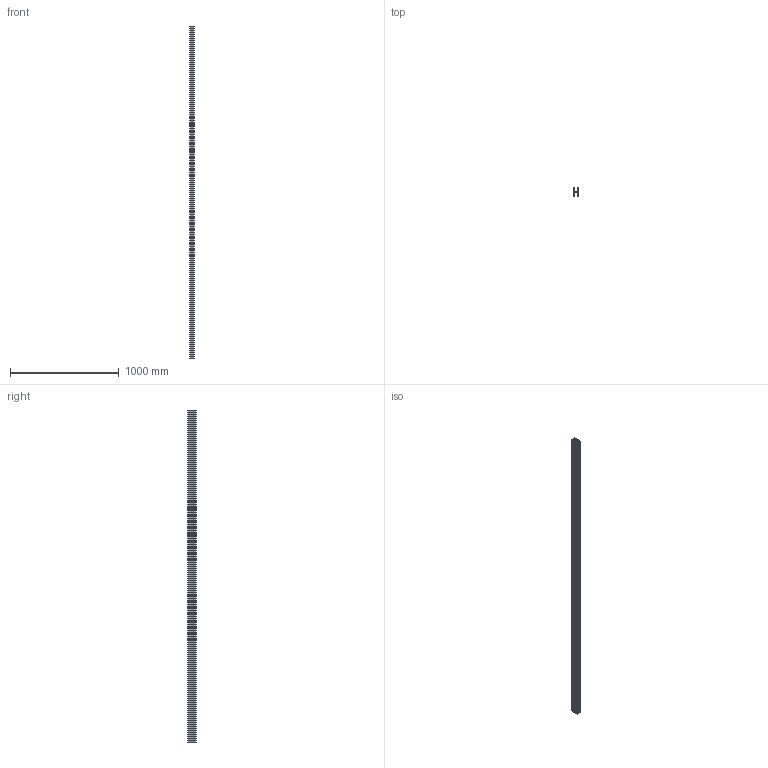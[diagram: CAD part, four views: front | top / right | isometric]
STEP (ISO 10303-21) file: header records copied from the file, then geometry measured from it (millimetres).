
FILE_DESCRIPTION(('TurboCAD Mac Pro'),'Build 980');
FILE_NAME('P1101.stp',' ',(''),(''),'ACIS Interop','IMSI','TurboCAD Mac Pro BY IMSI, INCORPORATED');
FILE_SCHEMA(('automotive_design'));
Length unit declared in the file: inch
Products named in the file (1): 1
Bounding box: 41.27 x 82.55 x 3048 mm (x, y, z)
Volume: 1653686.8 mm3; surface area: 1635304.5 mm2
Topology: 1 solids, 1 shells, 116 faces, 340 edges, 224 vertices
Faces by surface type: plane 60, cylinder 56
Entity records: 4832 total; most frequent: DIRECTION 686, ORIENTED_EDGE 684, CARTESIAN_POINT 681, EDGE_CURVE 340, AXIS2_PLACEMENT_3D 229, LINE 228, VECTOR 228, VERTEX_POINT 224
